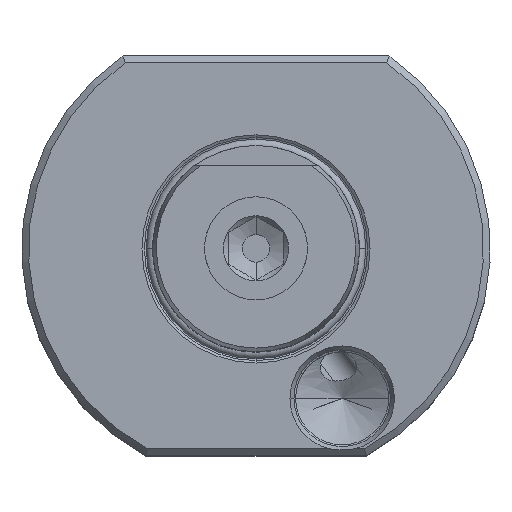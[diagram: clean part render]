
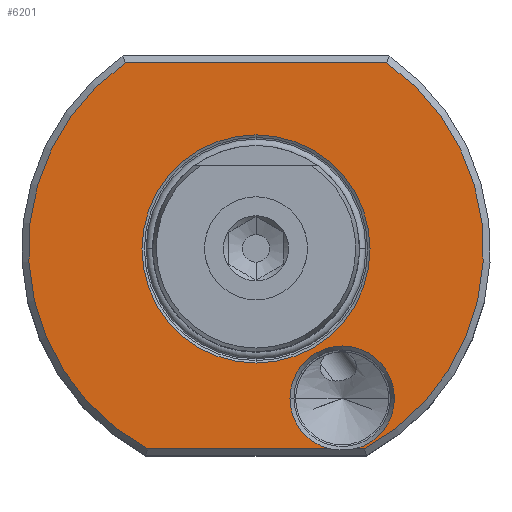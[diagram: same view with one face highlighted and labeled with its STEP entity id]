
A CAD part, top view. The second image highlights one B-rep face of the part: STEP entity #6201.
In plain terms, the highlighted planar face has unit normal (0, 0, 1).
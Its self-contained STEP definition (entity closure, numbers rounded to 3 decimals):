
#796=CARTESIAN_POINT('',(0,0,0.5));
#797=DIRECTION('',(0,0,1));
#798=DIRECTION('',(0,1,0));
#799=AXIS2_PLACEMENT_3D('',#796,#797,#798);
#801=CARTESIAN_POINT('',(0,0,0.5));
#802=DIRECTION('',(0,0,-1));
#803=DIRECTION('',(0,1,0));
#804=AXIS2_PLACEMENT_3D('',#801,#802,#803);
#806=DIRECTION('',(-1,0,0));
#807=VECTOR('',#806,37.947);
#808=CARTESIAN_POINT('',(18.974,27,0.5));
#809=LINE('',#808,#807);
#810=CARTESIAN_POINT('',(0,0,0.5));
#811=DIRECTION('',(0,0,1));
#812=DIRECTION('',(0.477,-0.879,0));
#813=AXIS2_PLACEMENT_3D('',#810,#811,#812);
#815=DIRECTION('',(1,0,0));
#816=VECTOR('',#815,1.403);
#817=CARTESIAN_POINT('',(14.345,-29,0.5));
#818=LINE('',#817,#816);
#819=CARTESIAN_POINT('',(12.5,-21.651,0.5));
#820=DIRECTION('',(0,0,1));
#821=DIRECTION('',(0.244,-0.97,0));
#822=AXIS2_PLACEMENT_3D('',#819,#820,#821);
#824=CARTESIAN_POINT('',(12.5,-21.651,0.5));
#825=DIRECTION('',(0,0,1));
#826=DIRECTION('',(1,0,0));
#827=AXIS2_PLACEMENT_3D('',#824,#825,#826);
#829=CARTESIAN_POINT('',(12.5,-21.651,0.5));
#830=DIRECTION('',(0,0,1));
#831=DIRECTION('',(-1,0,0));
#832=AXIS2_PLACEMENT_3D('',#829,#830,#831);
#834=DIRECTION('',(1,0,0));
#835=VECTOR('',#834,26.403);
#836=CARTESIAN_POINT('',(-15.748,-29,0.5));
#837=LINE('',#836,#835);
#838=CARTESIAN_POINT('',(0,0,0.5));
#839=DIRECTION('',(0,0,1));
#840=DIRECTION('',(-0.575,0.818,0));
#841=AXIS2_PLACEMENT_3D('',#838,#839,#840);
#843=CARTESIAN_POINT('',(-18.974,27,0.5));
#853=CARTESIAN_POINT('',(-15.748,-29,0.5));
#4474=CARTESIAN_POINT('',(18.974,27,0.5));
#4476=CARTESIAN_POINT('',(15.748,-29,0.5));
#4552=CARTESIAN_POINT('',(0,16.55,0.5));
#4554=VERTEX_POINT('',#4552);
#4558=CARTESIAN_POINT('',(0,-16.55,0.5));
#4560=VERTEX_POINT('',#4558);
#4756=CARTESIAN_POINT('',(20.078,-21.651,0.5));
#4757=CARTESIAN_POINT('',(4.923,-21.651,0.5));
#4758=VERTEX_POINT('',#4756);
#4759=VERTEX_POINT('',#4757);
#5282=VERTEX_POINT('',#843);
#5286=VERTEX_POINT('',#4474);
#5297=VERTEX_POINT('',#4476);
#5299=CARTESIAN_POINT('',(14.345,-29,0.5));
#5300=VERTEX_POINT('',#5299);
#5302=VERTEX_POINT('',#853);
#5303=CARTESIAN_POINT('',(10.655,-29,0.5));
#5304=VERTEX_POINT('',#5303);
#6174=CARTESIAN_POINT('',(0,0,0.5));
#6175=DIRECTION('',(0,0,-1));
#6176=DIRECTION('',(0,-1,0));
#6177=AXIS2_PLACEMENT_3D('',#6174,#6175,#6176);
#6178=PLANE('',#6177);
#6180=ORIENTED_EDGE('',*,*,#6179,.F.);
#6182=ORIENTED_EDGE('',*,*,#6181,.F.);
#6184=ORIENTED_EDGE('',*,*,#6183,.F.);
#6186=ORIENTED_EDGE('',*,*,#6185,.T.);
#6188=ORIENTED_EDGE('',*,*,#6187,.T.);
#6190=ORIENTED_EDGE('',*,*,#6189,.T.);
#6192=ORIENTED_EDGE('',*,*,#6191,.F.);
#6194=ORIENTED_EDGE('',*,*,#6193,.F.);
#6195=EDGE_LOOP('',(#6180,#6182,#6184,#6186,#6188,#6190,#6192,#6194));
#6196=FACE_OUTER_BOUND('',#6195,.F.);
#6197=ORIENTED_EDGE('',*,*,#6156,.T.);
#6198=ORIENTED_EDGE('',*,*,#6167,.F.);
#6199=EDGE_LOOP('',(#6197,#6198));
#6200=FACE_BOUND('',#6199,.F.);
#6201=ADVANCED_FACE('',(#6196,#6200),#6178,.F.);
#800=CIRCLE('',#799,16.55);
#805=CIRCLE('',#804,16.55);
#814=CIRCLE('',#813,33);
#823=CIRCLE('',#822,7.578);
#828=CIRCLE('',#827,7.578);
#833=CIRCLE('',#832,7.578);
#842=CIRCLE('',#841,33);
#6156=EDGE_CURVE('',#4554,#4560,#800,.T.);
#6167=EDGE_CURVE('',#4554,#4560,#805,.T.);
#6179=EDGE_CURVE('',#5286,#5282,#809,.T.);
#6181=EDGE_CURVE('',#5297,#5286,#814,.T.);
#6183=EDGE_CURVE('',#5300,#5297,#818,.T.);
#6185=EDGE_CURVE('',#5300,#4758,#823,.T.);
#6187=EDGE_CURVE('',#4758,#4759,#828,.T.);
#6189=EDGE_CURVE('',#4759,#5304,#833,.T.);
#6191=EDGE_CURVE('',#5302,#5304,#837,.T.);
#6193=EDGE_CURVE('',#5282,#5302,#842,.T.);
